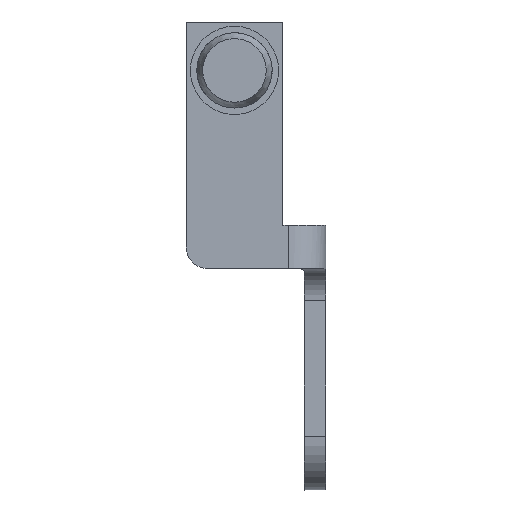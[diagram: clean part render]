
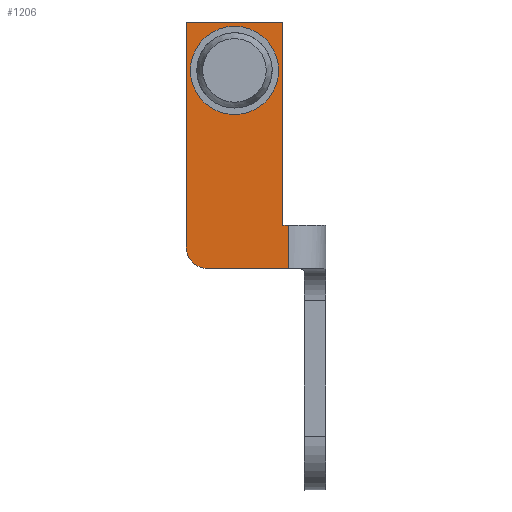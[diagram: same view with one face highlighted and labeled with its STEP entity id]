
A CAD part, left-side view. The second image highlights one B-rep face of the part: STEP entity #1206.
In plain terms, the highlighted planar face has unit normal (-1, 0, 0).
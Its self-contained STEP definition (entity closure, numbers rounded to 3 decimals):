
#1206=ADVANCED_FACE('',(#1486,#1487),#1369,.T.);
#1369=PLANE('',#4130);
#1486=FACE_BOUND('',#1584,.T.);
#1487=FACE_BOUND('',#1585,.T.);
#1584=EDGE_LOOP('',(#1890,#1891,#1892,#1893,#1894,#1895,#1896));
#1585=EDGE_LOOP('',(#1897));
#1810=CIRCLE('',#4128,2.);
#1811=CIRCLE('',#4129,4.1);
#1890=ORIENTED_EDGE('',*,*,#2948,.T.);
#1891=ORIENTED_EDGE('',*,*,#2949,.F.);
#1892=ORIENTED_EDGE('',*,*,#2950,.T.);
#1893=ORIENTED_EDGE('',*,*,#2951,.T.);
#1894=ORIENTED_EDGE('',*,*,#2952,.T.);
#1895=ORIENTED_EDGE('',*,*,#2953,.T.);
#1896=ORIENTED_EDGE('',*,*,#2954,.T.);
#1897=ORIENTED_EDGE('',*,*,#2955,.F.);
#2674=VERTEX_POINT('',#5159);
#2675=VERTEX_POINT('',#5160);
#2676=VERTEX_POINT('',#5162);
#2677=VERTEX_POINT('',#5164);
#2678=VERTEX_POINT('',#5166);
#2679=VERTEX_POINT('',#5168);
#2680=VERTEX_POINT('',#5170);
#2681=VERTEX_POINT('',#5173);
#2948=EDGE_CURVE('',#2674,#2675,#3340,.T.);
#2949=EDGE_CURVE('',#2676,#2675,#3341,.T.);
#2950=EDGE_CURVE('',#2676,#2677,#3342,.T.);
#2951=EDGE_CURVE('',#2677,#2678,#3343,.T.);
#2952=EDGE_CURVE('',#2678,#2679,#3344,.T.);
#2953=EDGE_CURVE('',#2679,#2680,#1810,.T.);
#2954=EDGE_CURVE('',#2680,#2674,#3345,.T.);
#2955=EDGE_CURVE('',#2681,#2681,#1811,.T.);
#3340=LINE('',#5158,#3642);
#3341=LINE('',#5161,#3643);
#3342=LINE('',#5163,#3644);
#3343=LINE('',#5165,#3645);
#3344=LINE('',#5167,#3646);
#3345=LINE('',#5171,#3647);
#3642=VECTOR('',#4370,1.);
#3643=VECTOR('',#4371,1.);
#3644=VECTOR('',#4372,1.);
#3645=VECTOR('',#4373,1.);
#3646=VECTOR('',#4374,1.);
#3647=VECTOR('',#4377,1.);
#4128=AXIS2_PLACEMENT_3D('',#5169,#4375,#4376);
#4129=AXIS2_PLACEMENT_3D('',#5172,#4378,#4379);
#4130=AXIS2_PLACEMENT_3D('',#5174,#4380,#4381);
#4370=DIRECTION('',(0.,0.,1.));
#4371=DIRECTION('',(0.,-1.,0.));
#4372=DIRECTION('',(0.,0.,1.));
#4373=DIRECTION('',(0.,1.,0.));
#4374=DIRECTION('',(0.,0.,-1.));
#4375=DIRECTION('',(-1.,0.,0.));
#4376=DIRECTION('',(0.,1.,0.));
#4377=DIRECTION('',(0.,-1.,0.));
#4378=DIRECTION('',(-1.,0.,0.));
#4379=DIRECTION('',(0.,0.,1.));
#4380=DIRECTION('',(-1.,0.,0.));
#4381=DIRECTION('',(0.,0.,1.));
#5158=CARTESIAN_POINT('',(-35.25,-5.,-18.4));
#5159=CARTESIAN_POINT('',(-35.25,-5.,-18.4));
#5160=CARTESIAN_POINT('',(-35.25,-5.,-14.4));
#5161=CARTESIAN_POINT('',(-35.25,-4.5,-14.4));
#5162=CARTESIAN_POINT('',(-35.25,-4.5,-14.4));
#5163=CARTESIAN_POINT('',(-35.25,-4.5,-14.4));
#5164=CARTESIAN_POINT('',(-35.25,-4.5,4.5));
#5165=CARTESIAN_POINT('',(-35.25,-4.5,4.5));
#5166=CARTESIAN_POINT('',(-35.25,4.5,4.5));
#5167=CARTESIAN_POINT('',(-35.25,4.5,4.5));
#5168=CARTESIAN_POINT('',(-35.25,4.5,-16.4));
#5169=CARTESIAN_POINT('',(-35.25,2.5,-16.4));
#5170=CARTESIAN_POINT('',(-35.25,2.5,-18.4));
#5171=CARTESIAN_POINT('',(-35.25,2.5,-18.4));
#5172=CARTESIAN_POINT('',(-35.25,0.,0.));
#5173=CARTESIAN_POINT('',(-35.25,0.,4.1));
#5174=CARTESIAN_POINT('',(-35.25,-5.36,-19.073));
